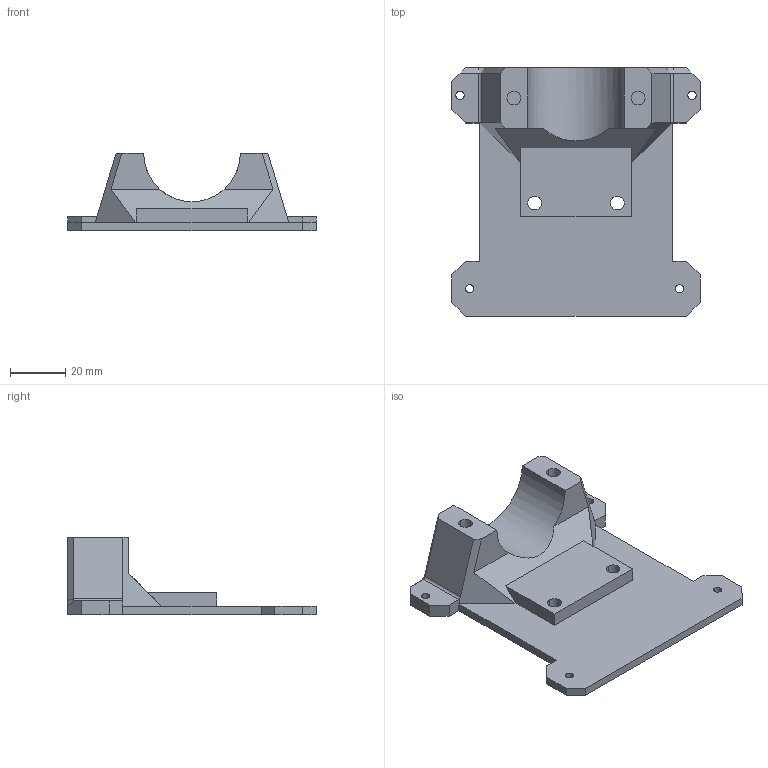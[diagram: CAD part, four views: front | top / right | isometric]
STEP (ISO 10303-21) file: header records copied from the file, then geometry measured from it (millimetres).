
FILE_DESCRIPTION (( 'STEP AP214' ), '1' );
FILE_NAME ('table_mount.STEP', '2019-08-02T05:19:11', ( '' ), ( '' ), 'SwSTEP 2.0', 'SolidWorks 2016', '' );
FILE_SCHEMA (( 'AUTOMOTIVE_DESIGN' ));
Length unit declared in the file: millimetre
Products named in the file (1): table_mount
Bounding box: 90 x 90 x 28 mm (x, y, z)
Volume: 52608.2 mm3; surface area: 19283 mm2
Topology: 1 solids, 1 shells, 64 faces, 172 edges, 112 vertices
Faces by surface type: plane 43, cylinder 19, cone 2
Entity records: 2051 total; most frequent: CARTESIAN_POINT 352, ORIENTED_EDGE 344, DIRECTION 342, EDGE_CURVE 172, VECTOR 130, LINE 130, VERTEX_POINT 112, AXIS2_PLACEMENT_3D 106
